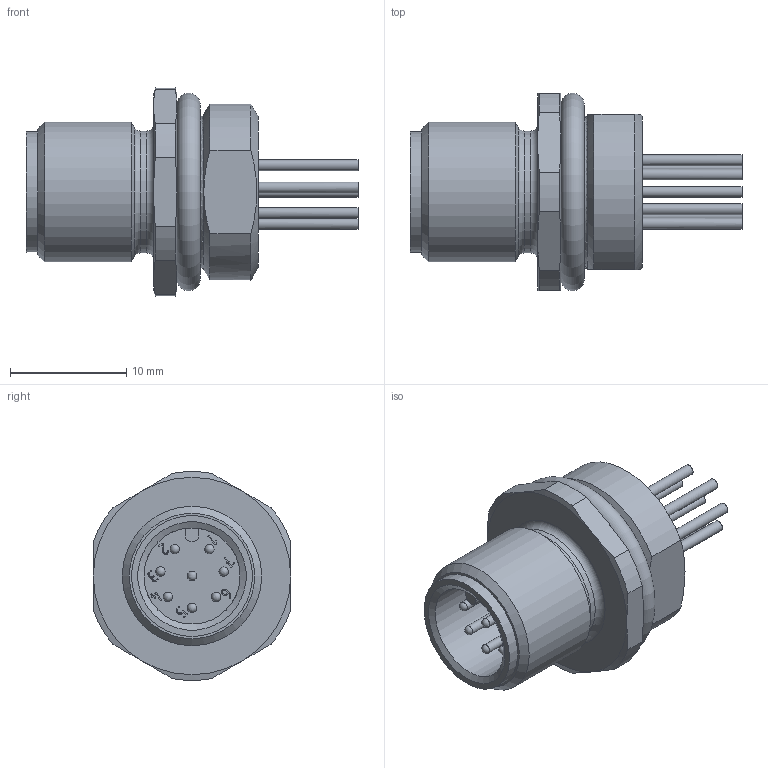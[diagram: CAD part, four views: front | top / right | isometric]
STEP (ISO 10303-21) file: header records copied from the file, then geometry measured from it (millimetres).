
FILE_DESCRIPTION(/* description */ (''),/* implementation_level */ '2;1');
FILE_NAME(/* name */ '76_2131_0111_00008.stp',/* time_stamp */ '2016-06-29T15:48:08+02:00',/* author */ (''),/* organization */ (''),/* preprocessor_version */ 'ST-DEVELOPER v14',/* originating_system */ 'SIEMENS PLM Software NX 8.0',/* authorisation */ '');
FILE_SCHEMA (('AUTOMOTIVE_DESIGN { 1 0 10303 214 3 1 1 1 }'));
Length unit declared in the file: millimetre
Products named in the file (1): cerl066817C1is6z
Bounding box: 28.6 x 17.02 x 17.96 mm (x, y, z)
Volume: 2507.8 mm3; surface area: 2066.3 mm2
Topology: 1 solids, 1 shells, 140 faces, 349 edges, 223 vertices
Faces by surface type: plane 48, extrusion 33, cylinder 30, cone 17, sphere 8, torus 4
Full cylindrical faces by diameter (mm): 0.8 x8, 0.93 x8, 8.3 x1, 10.4 x1, 10.5 x1, 12 x1, 13 x1
Entity records: 4487 total; most frequent: CARTESIAN_POINT 1608, ORIENTED_EDGE 552, DIRECTION 511, EDGE_CURVE 276, EDGE_LOOP 198, VERTEX_POINT 196, AXIS2_PLACEMENT_3D 188, ADVANCED_FACE 140
